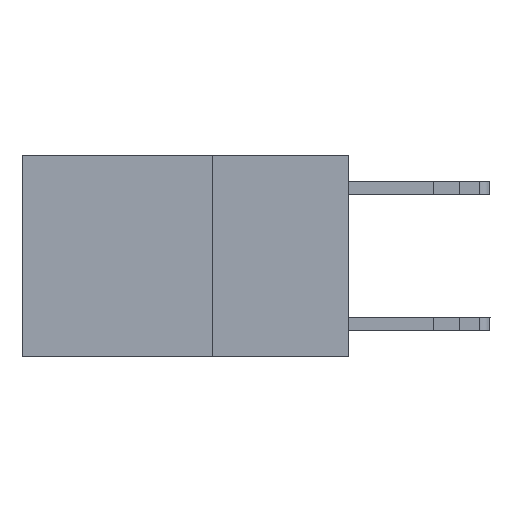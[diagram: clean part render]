
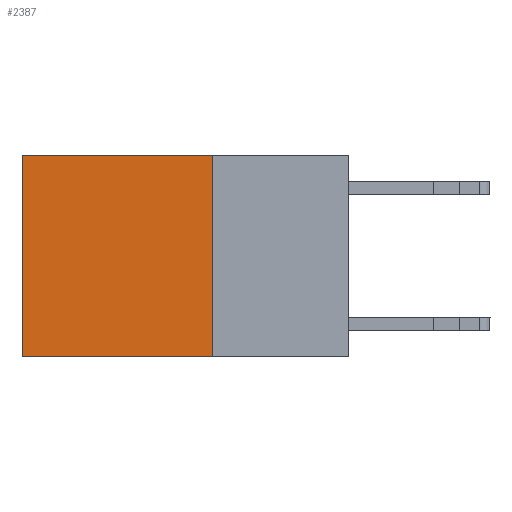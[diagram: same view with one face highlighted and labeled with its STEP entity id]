
A CAD part, left-side view. The second image highlights one B-rep face of the part: STEP entity #2387.
In plain terms, the highlighted planar face has unit normal (-1, 0, 0).
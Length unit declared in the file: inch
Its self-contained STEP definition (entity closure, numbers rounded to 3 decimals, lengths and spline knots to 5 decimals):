
#223 = EDGE_CURVE ( 'NONE', #3211, #12695, #13770, .T. ) ;
#280 = ORIENTED_EDGE ( 'NONE', *, *, #13535, .T. ) ;
#714 = VERTEX_POINT ( 'NONE', #14409 ) ;
#980 = CARTESIAN_POINT ( 'NONE',  ( 0.2625, 0.6, 0. ) ) ;
#1211 = VERTEX_POINT ( 'NONE', #980 ) ;
#1411 = EDGE_CURVE ( 'NONE', #1211, #714, #3111, .T. ) ;
#2387 = ADVANCED_FACE ( 'NONE', ( #20026 ), #22848, .F. ) ;
#2844 = VECTOR ( 'NONE', #8257, 39.37008 ) ;
#3111 = LINE ( 'NONE', #8684, #2844 ) ;
#3211 = VERTEX_POINT ( 'NONE', #17203 ) ;
#7617 = VECTOR ( 'NONE', #21306, 39.37008 ) ;
#8257 = DIRECTION ( 'NONE',  ( 0., 0., -1. ) ) ;
#8261 = ORIENTED_EDGE ( 'NONE', *, *, #223, .F. ) ;
#8684 = CARTESIAN_POINT ( 'NONE',  ( 0.2625, 0.6, 0. ) ) ;
#9100 = DIRECTION ( 'NONE',  ( 0., 1., 0. ) ) ;
#12695 = VERTEX_POINT ( 'NONE', #21222 ) ;
#13408 = DIRECTION ( 'NONE',  ( 0., 0., -1. ) ) ;
#13488 = ORIENTED_EDGE ( 'NONE', *, *, #1411, .T. ) ;
#13535 = EDGE_CURVE ( 'NONE', #3211, #1211, #18465, .T. ) ;
#13712 = LINE ( 'NONE', #14842, #18243 ) ;
#13719 = VECTOR ( 'NONE', #13408, 39.37008 ) ;
#13770 = LINE ( 'NONE', #15640, #13719 ) ;
#14409 = CARTESIAN_POINT ( 'NONE',  ( 0.2625, 0.6, -0.37 ) ) ;
#14842 = CARTESIAN_POINT ( 'NONE',  ( 0.2625, 0.25, -0.37 ) ) ;
#15640 = CARTESIAN_POINT ( 'NONE',  ( 0.2625, 0.25, 0. ) ) ;
#16986 = ORIENTED_EDGE ( 'NONE', *, *, #24421, .F. ) ;
#17203 = CARTESIAN_POINT ( 'NONE',  ( 0.2625, 0.25, 0. ) ) ;
#18022 = AXIS2_PLACEMENT_3D ( 'NONE', #21152, #19856, #19702 ) ;
#18243 = VECTOR ( 'NONE', #9100, 39.37008 ) ;
#18395 = EDGE_LOOP ( 'NONE', ( #13488, #16986, #8261, #280 ) ) ;
#18465 = LINE ( 'NONE', #19371, #7617 ) ;
#19371 = CARTESIAN_POINT ( 'NONE',  ( 0.2625, 0.25, 0. ) ) ;
#19702 = DIRECTION ( 'NONE',  ( 0., 0., -1. ) ) ;
#19856 = DIRECTION ( 'NONE',  ( 1., 0., 0. ) ) ;
#20026 = FACE_OUTER_BOUND ( 'NONE', #18395, .T. ) ;
#21152 = CARTESIAN_POINT ( 'NONE',  ( 0.2625, 0.25, 0. ) ) ;
#21222 = CARTESIAN_POINT ( 'NONE',  ( 0.2625, 0.25, -0.37 ) ) ;
#21306 = DIRECTION ( 'NONE',  ( 0., 1., 0. ) ) ;
#22848 = PLANE ( 'NONE',  #18022 ) ;
#24421 = EDGE_CURVE ( 'NONE', #12695, #714, #13712, .T. ) ;
